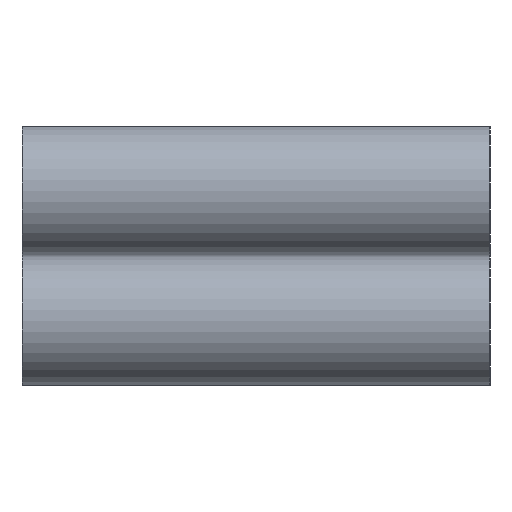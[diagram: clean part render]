
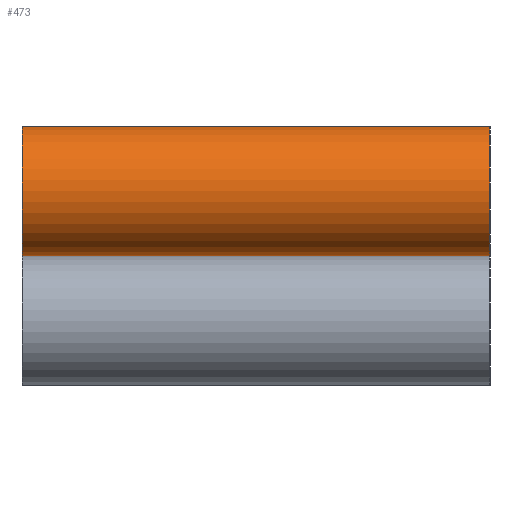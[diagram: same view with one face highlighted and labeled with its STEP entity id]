
A CAD part, left-side view. The second image highlights one B-rep face of the part: STEP entity #473.
In plain terms, the highlighted cylindrical face has radius 9 mm (diameter 18 mm), a full revolution.
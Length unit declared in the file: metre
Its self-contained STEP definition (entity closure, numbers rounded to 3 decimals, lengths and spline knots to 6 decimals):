
#94=ORIENTED_EDGE('',*,*,#172,.F.);
#95=ORIENTED_EDGE('',*,*,#173,.T.);
#172=EDGE_CURVE('',#212,#212,#252,.T.);
#173=EDGE_CURVE('',#213,#213,#253,.T.);
#212=VERTEX_POINT('',#1122);
#213=VERTEX_POINT('',#1124);
#252=CIRCLE('',#759,0.009);
#253=CIRCLE('',#760,0.009);
#294=EDGE_LOOP('',(#94));
#295=EDGE_LOOP('',(#95));
#374=FACE_BOUND('',#294,.T.);
#375=FACE_BOUND('',#295,.T.);
#451=CYLINDRICAL_SURFACE('',#758,0.009);
#473=ADVANCED_FACE('',(#374,#375),#451,.T.);
#758=AXIS2_PLACEMENT_3D('',#1120,#885,#886);
#759=AXIS2_PLACEMENT_3D('',#1121,#887,#888);
#760=AXIS2_PLACEMENT_3D('',#1123,#889,#890);
#885=DIRECTION('',(0.,1.,0.));
#886=DIRECTION('',(0.,0.,1.));
#887=DIRECTION('',(0.,-1.,0.));
#888=DIRECTION('',(0.,0.,-1.));
#889=DIRECTION('',(0.,-1.,0.));
#890=DIRECTION('',(0.,0.,-1.));
#1120=CARTESIAN_POINT('',(0.,-0.065,0.));
#1121=CARTESIAN_POINT('',(0.,-0.065,0.));
#1122=CARTESIAN_POINT('',(0.,-0.065,-0.009));
#1123=CARTESIAN_POINT('',(0.,0.,0.));
#1124=CARTESIAN_POINT('',(0.,0.,-0.009));
